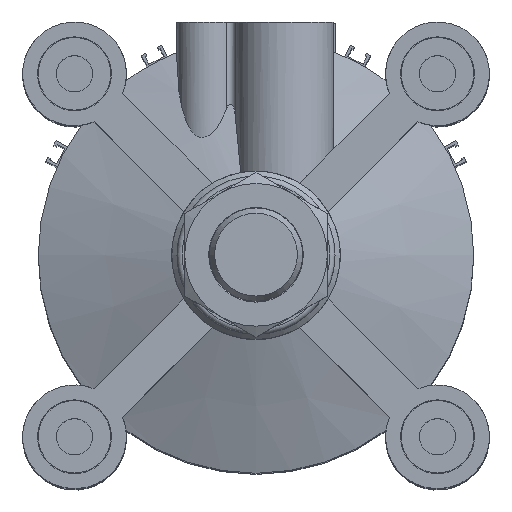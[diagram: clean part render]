
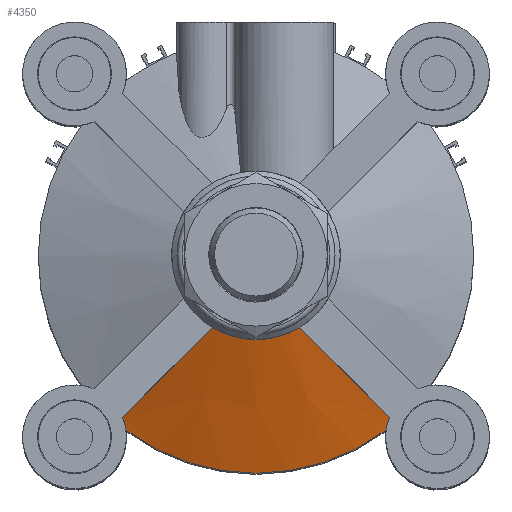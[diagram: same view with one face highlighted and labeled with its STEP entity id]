
A CAD part, top view. The second image highlights one B-rep face of the part: STEP entity #4350.
In plain terms, the highlighted conical face has half-angle 70 degrees and reference radius 58.25 mm.
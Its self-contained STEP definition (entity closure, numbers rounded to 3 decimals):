
#23=CONICAL_SURFACE('',#4785,58.25,1.222);
#52=(
BOUNDED_CURVE()
B_SPLINE_CURVE(2,(#7140,#7141,#7142),.UNSPECIFIED.,.F.,.F.)
B_SPLINE_CURVE_WITH_KNOTS((3,3),(0.,5.207),.UNSPECIFIED.)
CURVE()
GEOMETRIC_REPRESENTATION_ITEM()
RATIONAL_B_SPLINE_CURVE((1.,1.109,1.))
REPRESENTATION_ITEM('')
);
#55=(
BOUNDED_CURVE()
B_SPLINE_CURVE(2,(#7206,#7207,#7208),.UNSPECIFIED.,.F.,.F.)
B_SPLINE_CURVE_WITH_KNOTS((3,3),(0.,5.207),.UNSPECIFIED.)
CURVE()
GEOMETRIC_REPRESENTATION_ITEM()
RATIONAL_B_SPLINE_CURVE((1.,1.109,1.))
REPRESENTATION_ITEM('')
);
#101=B_SPLINE_CURVE_WITH_KNOTS('',3,(#7148,#7149,#7150,#7151),
 .UNSPECIFIED.,.F.,.F.,(4,4),(0.,0.005),
 .UNSPECIFIED.);
#105=B_SPLINE_CURVE_WITH_KNOTS('',3,(#7201,#7202,#7203,#7204),
 .UNSPECIFIED.,.F.,.F.,(4,4),(0.,0.005),
 .UNSPECIFIED.);
#1629=ORIENTED_EDGE('',*,*,#2476,.F.);
#1630=ORIENTED_EDGE('',*,*,#2455,.T.);
#1631=ORIENTED_EDGE('',*,*,#2458,.T.);
#1632=ORIENTED_EDGE('',*,*,#2425,.T.);
#1633=ORIENTED_EDGE('',*,*,#2477,.T.);
#1634=ORIENTED_EDGE('',*,*,#2478,.T.);
#2425=EDGE_CURVE('',#2927,#2926,#3196,.T.);
#2455=EDGE_CURVE('',#2954,#2955,#52,.T.);
#2458=EDGE_CURVE('',#2955,#2927,#101,.T.);
#2476=EDGE_CURVE('',#2954,#2962,#3220,.T.);
#2477=EDGE_CURVE('',#2926,#2963,#105,.T.);
#2478=EDGE_CURVE('',#2963,#2962,#55,.T.);
#2926=VERTEX_POINT('',#7065);
#2927=VERTEX_POINT('',#7067);
#2954=VERTEX_POINT('',#7143);
#2955=VERTEX_POINT('',#7144);
#2962=VERTEX_POINT('',#7200);
#2963=VERTEX_POINT('',#7205);
#3196=CIRCLE('',#4735,84.);
#3220=CIRCLE('',#4786,32.5);
#3508=EDGE_LOOP('',(#1629,#1630,#1631,#1632,#1633,#1634));
#3874=FACE_BOUND('',#3508,.T.);
#4350=ADVANCED_FACE('',(#3874),#23,.T.);
#4735=AXIS2_PLACEMENT_3D('',#7066,#5666,#5667);
#4785=AXIS2_PLACEMENT_3D('',#7198,#5785,#5786);
#4786=AXIS2_PLACEMENT_3D('',#7199,#5787,#5788);
#5666=DIRECTION('',(0.,1.,0.));
#5667=DIRECTION('',(-1.,0.,0.));
#5785=DIRECTION('',(0.,-1.,0.));
#5786=DIRECTION('',(-1.,0.,0.));
#5787=DIRECTION('',(0.,1.,0.));
#5788=DIRECTION('',(-1.,0.,0.));
#7065=CARTESIAN_POINT('',(-67.369,13.,50.174));
#7066=CARTESIAN_POINT('',(0.,13.,0.));
#7067=CARTESIAN_POINT('',(-67.369,13.,-50.174));
#7140=CARTESIAN_POINT('',(-27.798,31.744,-16.838));
#7141=CARTESIAN_POINT('',(-37.725,26.782,-26.764));
#7142=CARTESIAN_POINT('',(-62.443,14.118,-51.483));
#7143=CARTESIAN_POINT('',(-27.798,31.744,-16.838));
#7144=CARTESIAN_POINT('',(-62.443,14.118,-51.483));
#7148=CARTESIAN_POINT('',(-62.443,14.118,-51.483));
#7149=CARTESIAN_POINT('',(-64.044,13.819,-50.829));
#7150=CARTESIAN_POINT('',(-65.686,13.443,-50.397));
#7151=CARTESIAN_POINT('',(-67.369,13.,-50.174));
#7198=CARTESIAN_POINT('',(0.,22.372,0.));
#7199=CARTESIAN_POINT('',(0.,31.744,0.));
#7200=CARTESIAN_POINT('',(-27.798,31.744,16.838));
#7201=CARTESIAN_POINT('',(-67.369,13.,50.174));
#7202=CARTESIAN_POINT('',(-65.686,13.443,50.397));
#7203=CARTESIAN_POINT('',(-64.044,13.819,50.829));
#7204=CARTESIAN_POINT('',(-62.443,14.118,51.483));
#7205=CARTESIAN_POINT('',(-62.443,14.118,51.483));
#7206=CARTESIAN_POINT('',(-62.443,14.118,51.483));
#7207=CARTESIAN_POINT('',(-37.725,26.782,26.764));
#7208=CARTESIAN_POINT('',(-27.798,31.744,16.838));
